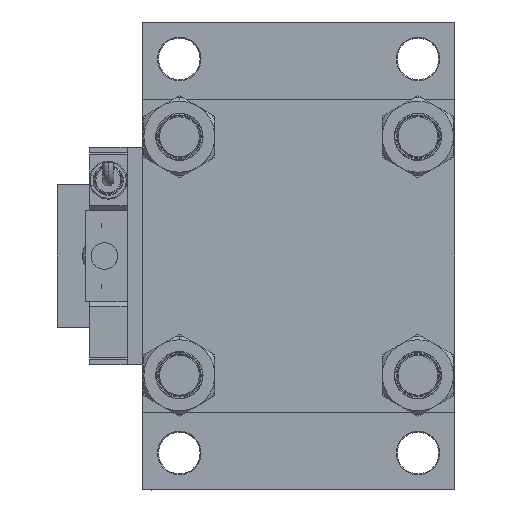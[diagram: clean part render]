
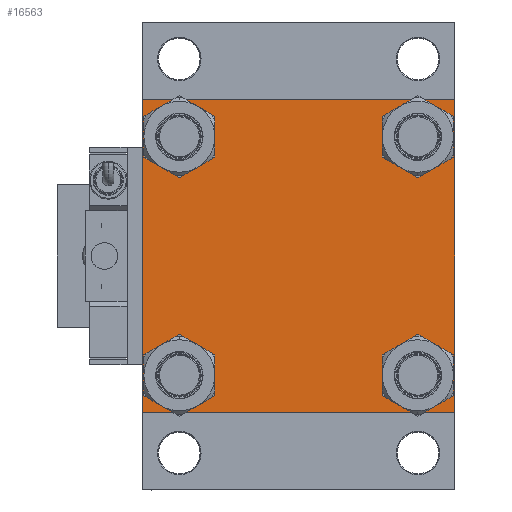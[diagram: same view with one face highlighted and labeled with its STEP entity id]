
A CAD part, left-side view. The second image highlights one B-rep face of the part: STEP entity #16563.
In plain terms, the highlighted planar face has unit normal (-1, 0, 0).
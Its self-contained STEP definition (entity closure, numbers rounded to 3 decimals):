
#593 = EDGE_LOOP ( 'NONE', ( #33274, #19058 ) ) ;
#737 = EDGE_CURVE ( 'NONE', #2815, #29935, #7366, .T. ) ;
#1107 = CARTESIAN_POINT ( 'NONE',  ( 0., 82.5, 82. ) ) ;
#1281 = DIRECTION ( 'NONE',  ( 0., 0., 1. ) ) ;
#1475 = CARTESIAN_POINT ( 'NONE',  ( 0., 82., 82.5 ) ) ;
#2680 = EDGE_CURVE ( 'NONE', #12517, #27017, #52844, .T. ) ;
#2815 = VERTEX_POINT ( 'NONE', #28651 ) ;
#3254 = FACE_BOUND ( 'NONE', #49508, .T. ) ;
#3256 = CARTESIAN_POINT ( 'NONE',  ( 0., 82., -82.5 ) ) ;
#4319 = ORIENTED_EDGE ( 'NONE', *, *, #2680, .T. ) ;
#4554 = CIRCLE ( 'NONE', #16769, 11.5 ) ;
#5405 = LINE ( 'NONE', #21759, #6993 ) ;
#5576 = AXIS2_PLACEMENT_3D ( 'NONE', #27028, #39544, #30846 ) ;
#5741 = EDGE_CURVE ( 'NONE', #19030, #22708, #45532, .T. ) ;
#6993 = VECTOR ( 'NONE', #25567, 1000. ) ;
#7022 = CARTESIAN_POINT ( 'NONE',  ( 0., 82.25, 82.25 ) ) ;
#7186 = CARTESIAN_POINT ( 'NONE',  ( 0., -82., 82.5 ) ) ;
#7366 = CIRCLE ( 'NONE', #49959, 11.5 ) ;
#7558 = VERTEX_POINT ( 'NONE', #29893 ) ;
#8288 = CARTESIAN_POINT ( 'NONE',  ( 0., -62.95, 62.95 ) ) ;
#9893 = EDGE_LOOP ( 'NONE', ( #39305, #37243 ) ) ;
#10521 = CARTESIAN_POINT ( 'NONE',  ( 0., -82.5, -82. ) ) ;
#10673 = DIRECTION ( 'NONE',  ( 0., 0., 1. ) ) ;
#11135 = CIRCLE ( 'NONE', #16360, 11.5 ) ;
#11286 = CARTESIAN_POINT ( 'NONE',  ( 0., 82.5, 82.5 ) ) ;
#11401 = CARTESIAN_POINT ( 'NONE',  ( 0., 82.5, -82.5 ) ) ;
#11889 = ORIENTED_EDGE ( 'NONE', *, *, #47557, .F. ) ;
#12270 = ORIENTED_EDGE ( 'NONE', *, *, #21072, .T. ) ;
#12517 = VERTEX_POINT ( 'NONE', #51099 ) ;
#12707 = EDGE_CURVE ( 'NONE', #35928, #14235, #37177, .T. ) ;
#13036 = DIRECTION ( 'NONE',  ( 1., 0., 0. ) ) ;
#13294 = DIRECTION ( 'NONE',  ( 1., 0., 0. ) ) ;
#13376 = EDGE_CURVE ( 'NONE', #29935, #2815, #11135, .T. ) ;
#13460 = EDGE_CURVE ( 'NONE', #44477, #52209, #48435, .T. ) ;
#13826 = CARTESIAN_POINT ( 'NONE',  ( 0., 62.95, 62.95 ) ) ;
#14235 = VERTEX_POINT ( 'NONE', #37089 ) ;
#14535 = DIRECTION ( 'NONE',  ( 0., 0.707, 0.707 ) ) ;
#14580 = ORIENTED_EDGE ( 'NONE', *, *, #13460, .T. ) ;
#15470 = LINE ( 'NONE', #7022, #32635 ) ;
#15649 = DIRECTION ( 'NONE',  ( 0., -0.707, -0.707 ) ) ;
#15678 = CARTESIAN_POINT ( 'NONE',  ( 0., 62.95, -62.95 ) ) ;
#16342 = CIRCLE ( 'NONE', #46795, 11.5 ) ;
#16360 = AXIS2_PLACEMENT_3D ( 'NONE', #21500, #38105, #17428 ) ;
#16563 = ADVANCED_FACE ( 'NONE', ( #3254, #19889, #36500, #53107, #32414 ), #39508, .T. ) ;
#16769 = AXIS2_PLACEMENT_3D ( 'NONE', #34536, #13294, #29877 ) ;
#17428 = DIRECTION ( 'NONE',  ( 0., 0., 1. ) ) ;
#18178 = DIRECTION ( 'NONE',  ( 1., 0., 0. ) ) ;
#18658 = ORIENTED_EDGE ( 'NONE', *, *, #31669, .T. ) ;
#18799 = EDGE_CURVE ( 'NONE', #32310, #27006, #42576, .T. ) ;
#18841 = CARTESIAN_POINT ( 'NONE',  ( 0., 0., 0. ) ) ;
#19030 = VERTEX_POINT ( 'NONE', #1107 ) ;
#19058 = ORIENTED_EDGE ( 'NONE', *, *, #12707, .T. ) ;
#19569 = EDGE_LOOP ( 'NONE', ( #43340, #52622 ) ) ;
#19889 = FACE_BOUND ( 'NONE', #9893, .T. ) ;
#20017 = DIRECTION ( 'NONE',  ( 0., 0., 1. ) ) ;
#20367 = CARTESIAN_POINT ( 'NONE',  ( 0., 62.95, -74.45 ) ) ;
#21072 = EDGE_CURVE ( 'NONE', #52209, #33129, #5405, .T. ) ;
#21500 = CARTESIAN_POINT ( 'NONE',  ( 0., 62.95, 62.95 ) ) ;
#21759 = CARTESIAN_POINT ( 'NONE',  ( 0., -82.25, -82.25 ) ) ;
#22703 = CARTESIAN_POINT ( 'NONE',  ( 0., -82.25, 82.25 ) ) ;
#22708 = VERTEX_POINT ( 'NONE', #29586 ) ;
#23709 = VECTOR ( 'NONE', #46211, 1000. ) ;
#25273 = ORIENTED_EDGE ( 'NONE', *, *, #40302, .T. ) ;
#25567 = DIRECTION ( 'NONE',  ( 0., -0.707, 0.707 ) ) ;
#25799 = LINE ( 'NONE', #33972, #23709 ) ;
#26092 = DIRECTION ( 'NONE',  ( 0., 0., 1. ) ) ;
#26948 = ORIENTED_EDGE ( 'NONE', *, *, #30842, .F. ) ;
#26951 = EDGE_CURVE ( 'NONE', #22708, #44477, #32503, .T. ) ;
#27006 = VERTEX_POINT ( 'NONE', #7186 ) ;
#27017 = VERTEX_POINT ( 'NONE', #44496 ) ;
#27028 = CARTESIAN_POINT ( 'NONE',  ( 0., -62.95, -62.95 ) ) ;
#28122 = CARTESIAN_POINT ( 'NONE',  ( 0., -82.5, 82. ) ) ;
#28567 = CIRCLE ( 'NONE', #32051, 11.5 ) ;
#28651 = CARTESIAN_POINT ( 'NONE',  ( 0., 62.95, 74.45 ) ) ;
#28659 = AXIS2_PLACEMENT_3D ( 'NONE', #18841, #52052, #10673 ) ;
#29023 = CIRCLE ( 'NONE', #5576, 11.5 ) ;
#29586 = CARTESIAN_POINT ( 'NONE',  ( 0., 82.5, -82. ) ) ;
#29877 = DIRECTION ( 'NONE',  ( 0., 0., 1. ) ) ;
#29893 = CARTESIAN_POINT ( 'NONE',  ( 0., -62.95, -51.45 ) ) ;
#29935 = VERTEX_POINT ( 'NONE', #45925 ) ;
#30241 = VERTEX_POINT ( 'NONE', #39782 ) ;
#30842 = EDGE_CURVE ( 'NONE', #32310, #33129, #25799, .T. ) ;
#30846 = DIRECTION ( 'NONE',  ( 0., 0., 1. ) ) ;
#31317 = VERTEX_POINT ( 'NONE', #1475 ) ;
#31669 = EDGE_CURVE ( 'NONE', #27017, #12517, #4554, .T. ) ;
#32051 = AXIS2_PLACEMENT_3D ( 'NONE', #38063, #34257, #26092 ) ;
#32087 = DIRECTION ( 'NONE',  ( 0., -1., 0. ) ) ;
#32248 = CARTESIAN_POINT ( 'NONE',  ( 0., 82.25, -82.25 ) ) ;
#32310 = VERTEX_POINT ( 'NONE', #28122 ) ;
#32414 = FACE_OUTER_BOUND ( 'NONE', #53452, .T. ) ;
#32503 = LINE ( 'NONE', #32248, #48123 ) ;
#32635 = VECTOR ( 'NONE', #40496, 1000. ) ;
#33129 = VERTEX_POINT ( 'NONE', #10521 ) ;
#33274 = ORIENTED_EDGE ( 'NONE', *, *, #46803, .T. ) ;
#33905 = DIRECTION ( 'NONE',  ( 0., 0., 1. ) ) ;
#33972 = CARTESIAN_POINT ( 'NONE',  ( 0., -82.5, 82.5 ) ) ;
#34257 = DIRECTION ( 'NONE',  ( 1., 0., 0. ) ) ;
#34536 = CARTESIAN_POINT ( 'NONE',  ( 0., -62.95, 62.95 ) ) ;
#35446 = CARTESIAN_POINT ( 'NONE',  ( 0., 82.5, 82.5 ) ) ;
#35857 = CARTESIAN_POINT ( 'NONE',  ( 0., -82., -82.5 ) ) ;
#35928 = VERTEX_POINT ( 'NONE', #20367 ) ;
#36500 = FACE_BOUND ( 'NONE', #593, .T. ) ;
#37089 = CARTESIAN_POINT ( 'NONE',  ( 0., 62.95, -51.45 ) ) ;
#37177 = CIRCLE ( 'NONE', #52024, 11.5 ) ;
#37243 = ORIENTED_EDGE ( 'NONE', *, *, #37654, .T. ) ;
#37291 = VECTOR ( 'NONE', #14535, 1000. ) ;
#37654 = EDGE_CURVE ( 'NONE', #30241, #7558, #29023, .T. ) ;
#37897 = VECTOR ( 'NONE', #44739, 1000. ) ;
#38063 = CARTESIAN_POINT ( 'NONE',  ( 0., 62.95, -62.95 ) ) ;
#38105 = DIRECTION ( 'NONE',  ( 1., 0., 0. ) ) ;
#38312 = DIRECTION ( 'NONE',  ( 0., 0., 1. ) ) ;
#39305 = ORIENTED_EDGE ( 'NONE', *, *, #46763, .T. ) ;
#39508 = PLANE ( 'NONE',  #28659 ) ;
#39544 = DIRECTION ( 'NONE',  ( 1., 0., 0. ) ) ;
#39782 = CARTESIAN_POINT ( 'NONE',  ( 0., -62.95, -74.45 ) ) ;
#39783 = AXIS2_PLACEMENT_3D ( 'NONE', #8288, #42041, #33905 ) ;
#40302 = EDGE_CURVE ( 'NONE', #31317, #19030, #15470, .T. ) ;
#40496 = DIRECTION ( 'NONE',  ( 0., 0.707, -0.707 ) ) ;
#40924 = ORIENTED_EDGE ( 'NONE', *, *, #5741, .T. ) ;
#42041 = DIRECTION ( 'NONE',  ( 1., 0., 0. ) ) ;
#42576 = LINE ( 'NONE', #22703, #37291 ) ;
#43340 = ORIENTED_EDGE ( 'NONE', *, *, #737, .T. ) ;
#43372 = VECTOR ( 'NONE', #52050, 1000. ) ;
#44477 = VERTEX_POINT ( 'NONE', #3256 ) ;
#44496 = CARTESIAN_POINT ( 'NONE',  ( 0., -62.95, 51.45 ) ) ;
#44739 = DIRECTION ( 'NONE',  ( 0., 0., -1. ) ) ;
#45315 = DIRECTION ( 'NONE',  ( 1., 0., 0. ) ) ;
#45405 = ORIENTED_EDGE ( 'NONE', *, *, #18799, .T. ) ;
#45532 = LINE ( 'NONE', #11286, #37897 ) ;
#45925 = CARTESIAN_POINT ( 'NONE',  ( 0., 62.95, 51.45 ) ) ;
#46211 = DIRECTION ( 'NONE',  ( 0., 0., -1. ) ) ;
#46763 = EDGE_CURVE ( 'NONE', #7558, #30241, #16342, .T. ) ;
#46795 = AXIS2_PLACEMENT_3D ( 'NONE', #50595, #13036, #1281 ) ;
#46803 = EDGE_CURVE ( 'NONE', #14235, #35928, #28567, .T. ) ;
#47557 = EDGE_CURVE ( 'NONE', #31317, #27006, #51252, .T. ) ;
#48123 = VECTOR ( 'NONE', #15649, 1000. ) ;
#48371 = ORIENTED_EDGE ( 'NONE', *, *, #26951, .T. ) ;
#48435 = LINE ( 'NONE', #11401, #53735 ) ;
#49508 = EDGE_LOOP ( 'NONE', ( #4319, #18658 ) ) ;
#49959 = AXIS2_PLACEMENT_3D ( 'NONE', #13826, #18178, #38312 ) ;
#50595 = CARTESIAN_POINT ( 'NONE',  ( 0., -62.95, -62.95 ) ) ;
#51099 = CARTESIAN_POINT ( 'NONE',  ( 0., -62.95, 74.45 ) ) ;
#51252 = LINE ( 'NONE', #35446, #43372 ) ;
#52024 = AXIS2_PLACEMENT_3D ( 'NONE', #15678, #45315, #20017 ) ;
#52050 = DIRECTION ( 'NONE',  ( 0., -1., 0. ) ) ;
#52052 = DIRECTION ( 'NONE',  ( -1., 0., 0. ) ) ;
#52209 = VERTEX_POINT ( 'NONE', #35857 ) ;
#52622 = ORIENTED_EDGE ( 'NONE', *, *, #13376, .T. ) ;
#52844 = CIRCLE ( 'NONE', #39783, 11.5 ) ;
#53107 = FACE_BOUND ( 'NONE', #19569, .T. ) ;
#53452 = EDGE_LOOP ( 'NONE', ( #40924, #48371, #14580, #12270, #26948, #45405, #11889, #25273 ) ) ;
#53735 = VECTOR ( 'NONE', #32087, 1000. ) ;
